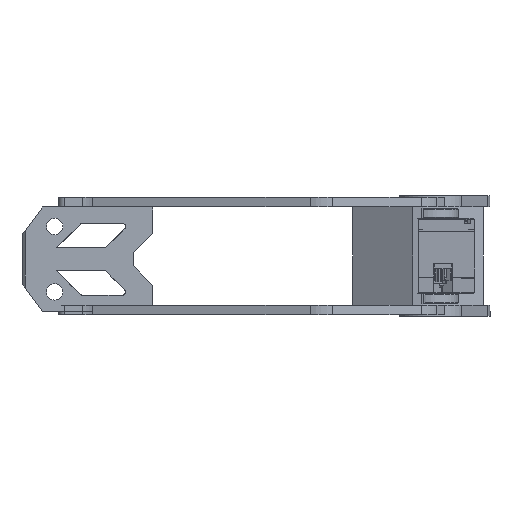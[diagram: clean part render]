
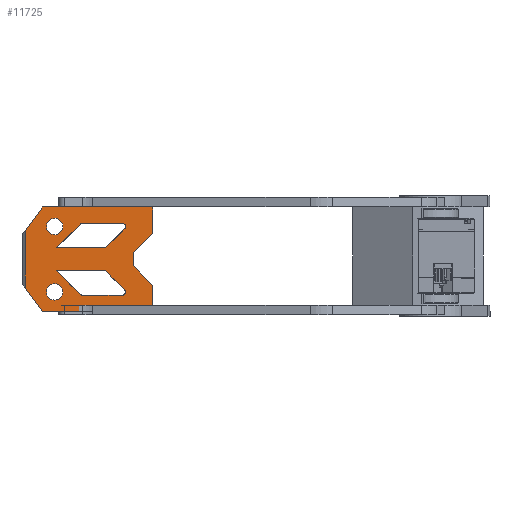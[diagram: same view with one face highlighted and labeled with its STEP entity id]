
A CAD part, front view. The second image highlights one B-rep face of the part: STEP entity #11725.
In plain terms, the highlighted face is planar.
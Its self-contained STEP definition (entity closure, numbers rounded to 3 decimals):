
#458=FACE_BOUND('',#2276,.T.);
#459=FACE_BOUND('',#2277,.T.);
#460=FACE_BOUND('',#2278,.T.);
#461=FACE_BOUND('',#2279,.T.);
#869=PLANE('',#13097);
#1481=FACE_OUTER_BOUND('',#2275,.T.);
#2275=EDGE_LOOP('',(#10784,#10785,#10786,#10787,#10788,#10789,#10790,#10791,
#10792,#10793));
#2276=EDGE_LOOP('',(#10794,#10795,#10796,#10797,#10798,#10799));
#2277=EDGE_LOOP('',(#10800,#10801,#10802,#10803,#10804,#10805));
#2278=EDGE_LOOP('',(#10806));
#2279=EDGE_LOOP('',(#10807));
#3376=LINE('',#19731,#4535);
#3384=LINE('',#19749,#4543);
#3393=LINE('',#19774,#4552);
#3395=LINE('',#19780,#4554);
#3414=LINE('',#19825,#4573);
#3420=LINE('',#19845,#4579);
#3424=LINE('',#19852,#4583);
#3428=LINE('',#19859,#4587);
#3430=LINE('',#19863,#4589);
#3432=LINE('',#19867,#4591);
#3434=LINE('',#19871,#4593);
#3436=LINE('',#19875,#4595);
#3437=LINE('',#19877,#4596);
#3438=LINE('',#19879,#4597);
#3439=LINE('',#19882,#4598);
#3440=LINE('',#19884,#4599);
#3441=LINE('',#19887,#4600);
#3442=LINE('',#19889,#4601);
#4535=VECTOR('',#16224,1000.);
#4543=VECTOR('',#16238,1000.);
#4552=VECTOR('',#16261,1000.);
#4554=VECTOR('',#16265,1000.);
#4573=VECTOR('',#16298,10.);
#4579=VECTOR('',#16320,10.);
#4583=VECTOR('',#16326,10.);
#4587=VECTOR('',#16334,10.);
#4589=VECTOR('',#16338,10.);
#4591=VECTOR('',#16342,10.);
#4593=VECTOR('',#16346,10.);
#4595=VECTOR('',#16350,10.);
#4596=VECTOR('',#16353,10.);
#4597=VECTOR('',#16356,1000.);
#4598=VECTOR('',#16359,1000.);
#4599=VECTOR('',#16360,10.);
#4600=VECTOR('',#16363,1000.);
#4601=VECTOR('',#16366,10.);
#5030=CIRCLE('',#13064,1.);
#5039=CIRCLE('',#13082,2.5);
#5040=CIRCLE('',#13084,2.5);
#5043=CIRCLE('',#13098,1.);
#5044=CIRCLE('',#13099,1.);
#5045=CIRCLE('',#13100,1.);
#6029=VERTEX_POINT('',#19728);
#6030=VERTEX_POINT('',#19730);
#6033=VERTEX_POINT('',#19738);
#6036=VERTEX_POINT('',#19746);
#6037=VERTEX_POINT('',#19748);
#6041=VERTEX_POINT('',#19763);
#6046=VERTEX_POINT('',#19772);
#6048=VERTEX_POINT('',#19777);
#6049=VERTEX_POINT('',#19779);
#6068=VERTEX_POINT('',#19824);
#6069=VERTEX_POINT('',#19828);
#6070=VERTEX_POINT('',#19832);
#6073=VERTEX_POINT('',#19842);
#6074=VERTEX_POINT('',#19844);
#6075=VERTEX_POINT('',#19848);
#6076=VERTEX_POINT('',#19850);
#6077=VERTEX_POINT('',#19857);
#6078=VERTEX_POINT('',#19861);
#6079=VERTEX_POINT('',#19865);
#6080=VERTEX_POINT('',#19869);
#6081=VERTEX_POINT('',#19873);
#6082=VERTEX_POINT('',#19880);
#6083=VERTEX_POINT('',#19883);
#6084=VERTEX_POINT('',#19886);
#7596=EDGE_CURVE('',#6029,#6030,#3376,.T.);
#7601=EDGE_CURVE('',#6033,#6029,#5030,.T.);
#7605=EDGE_CURVE('',#6036,#6037,#3384,.T.);
#7617=EDGE_CURVE('',#6041,#6046,#3393,.T.);
#7619=EDGE_CURVE('',#6049,#6048,#3395,.T.);
#7643=EDGE_CURVE('',#6068,#6041,#3414,.T.);
#7646=EDGE_CURVE('',#6069,#6069,#5039,.T.);
#7648=EDGE_CURVE('',#6070,#6070,#5040,.T.);
#7653=EDGE_CURVE('',#6073,#6074,#3420,.T.);
#7657=EDGE_CURVE('',#6076,#6075,#3424,.T.);
#7661=EDGE_CURVE('',#6068,#6077,#3428,.T.);
#7663=EDGE_CURVE('',#6077,#6078,#3430,.T.);
#7665=EDGE_CURVE('',#6078,#6079,#3432,.T.);
#7667=EDGE_CURVE('',#6079,#6080,#3434,.T.);
#7669=EDGE_CURVE('',#6080,#6081,#3436,.T.);
#7670=EDGE_CURVE('',#6081,#6048,#3437,.T.);
#7671=EDGE_CURVE('',#6046,#6049,#3438,.T.);
#7672=EDGE_CURVE('',#6036,#6082,#5043,.T.);
#7673=EDGE_CURVE('',#6075,#6082,#3439,.T.);
#7674=EDGE_CURVE('',#6083,#6076,#3440,.T.);
#7675=EDGE_CURVE('',#6037,#6083,#5044,.T.);
#7676=EDGE_CURVE('',#6084,#6073,#3441,.T.);
#7677=EDGE_CURVE('',#6084,#6030,#5045,.T.);
#7678=EDGE_CURVE('',#6074,#6033,#3442,.T.);
#10784=ORIENTED_EDGE('',*,*,#7643,.T.);
#10785=ORIENTED_EDGE('',*,*,#7617,.T.);
#10786=ORIENTED_EDGE('',*,*,#7671,.T.);
#10787=ORIENTED_EDGE('',*,*,#7619,.T.);
#10788=ORIENTED_EDGE('',*,*,#7670,.F.);
#10789=ORIENTED_EDGE('',*,*,#7669,.F.);
#10790=ORIENTED_EDGE('',*,*,#7667,.F.);
#10791=ORIENTED_EDGE('',*,*,#7665,.F.);
#10792=ORIENTED_EDGE('',*,*,#7663,.F.);
#10793=ORIENTED_EDGE('',*,*,#7661,.F.);
#10794=ORIENTED_EDGE('',*,*,#7605,.F.);
#10795=ORIENTED_EDGE('',*,*,#7672,.T.);
#10796=ORIENTED_EDGE('',*,*,#7673,.F.);
#10797=ORIENTED_EDGE('',*,*,#7657,.F.);
#10798=ORIENTED_EDGE('',*,*,#7674,.F.);
#10799=ORIENTED_EDGE('',*,*,#7675,.F.);
#10800=ORIENTED_EDGE('',*,*,#7676,.F.);
#10801=ORIENTED_EDGE('',*,*,#7677,.T.);
#10802=ORIENTED_EDGE('',*,*,#7596,.F.);
#10803=ORIENTED_EDGE('',*,*,#7601,.F.);
#10804=ORIENTED_EDGE('',*,*,#7678,.F.);
#10805=ORIENTED_EDGE('',*,*,#7653,.F.);
#10806=ORIENTED_EDGE('',*,*,#7646,.T.);
#10807=ORIENTED_EDGE('',*,*,#7648,.T.);
#11725=ADVANCED_FACE('',(#1481,#458,#459,#460,#461),#869,.T.);
#13064=AXIS2_PLACEMENT_3D('',#19740,#16231,#16232);
#13082=AXIS2_PLACEMENT_3D('',#19830,#16303,#16304);
#13084=AXIS2_PLACEMENT_3D('',#19834,#16308,#16309);
#13097=AXIS2_PLACEMENT_3D('',#19878,#16354,#16355);
#13098=AXIS2_PLACEMENT_3D('',#19881,#16357,#16358);
#13099=AXIS2_PLACEMENT_3D('',#19885,#16361,#16362);
#13100=AXIS2_PLACEMENT_3D('',#19888,#16364,#16365);
#16224=DIRECTION('',(0.,-1.,0.));
#16231=DIRECTION('center_axis',(0.,0.,-1.));
#16232=DIRECTION('ref_axis',(0.707,-0.707,0.));
#16238=DIRECTION('',(0.,1.,0.));
#16261=DIRECTION('',(-0.804,-0.595,0.));
#16265=DIRECTION('',(-0.804,0.595,0.));
#16298=DIRECTION('',(0.,-1.,0.));
#16303=DIRECTION('center_axis',(0.,0.,1.));
#16304=DIRECTION('ref_axis',(-1.,0.,0.));
#16308=DIRECTION('center_axis',(0.,0.,1.));
#16309=DIRECTION('ref_axis',(1.,0.,0.));
#16320=DIRECTION('',(0.,1.,0.));
#16326=DIRECTION('',(0.,-1.,0.));
#16334=DIRECTION('',(-1.,0.,0.));
#16338=DIRECTION('',(-0.707,-0.707,0.));
#16342=DIRECTION('',(-1.,0.,0.));
#16346=DIRECTION('',(-0.707,0.707,0.));
#16350=DIRECTION('',(-1.,0.,0.));
#16353=DIRECTION('',(0.,-1.,0.));
#16354=DIRECTION('center_axis',(0.,0.,-1.));
#16355=DIRECTION('ref_axis',(1.,0.,0.));
#16356=DIRECTION('',(-1.,0.,0.));
#16357=DIRECTION('center_axis',(0.,0.,1.));
#16358=DIRECTION('ref_axis',(1.,0.,0.));
#16359=DIRECTION('',(-0.707,0.707,0.));
#16360=DIRECTION('',(0.707,-0.707,0.));
#16361=DIRECTION('center_axis',(0.,0.,-1.));
#16362=DIRECTION('ref_axis',(1.,0.,0.));
#16363=DIRECTION('',(-0.707,-0.707,0.));
#16364=DIRECTION('center_axis',(0.,0.,1.));
#16365=DIRECTION('ref_axis',(1.,0.,0.));
#16366=DIRECTION('',(0.707,0.707,0.));
#19728=CARTESIAN_POINT('',(11.,-3.314,-3.));
#19730=CARTESIAN_POINT('',(11.,-15.485,-3.));
#19731=CARTESIAN_POINT('',(11.,-15.899,-3.));
#19738=CARTESIAN_POINT('',(9.293,-2.607,-3.));
#19740=CARTESIAN_POINT('Origin',(10.,-3.314,-3.));
#19746=CARTESIAN_POINT('',(-11.,-15.485,-3.));
#19748=CARTESIAN_POINT('',(-11.,-3.314,-3.));
#19749=CARTESIAN_POINT('',(-11.,-15.899,-3.));
#19763=CARTESIAN_POINT('',(16.,-27.704,-3.));
#19772=CARTESIAN_POINT('',(8.85,-33.,-3.));
#19774=CARTESIAN_POINT('',(18.919,-25.541,-3.));
#19777=CARTESIAN_POINT('',(-16.,-27.704,-3.));
#19779=CARTESIAN_POINT('',(-8.85,-33.,-3.));
#19780=CARTESIAN_POINT('',(-18.919,-25.541,-3.));
#19824=CARTESIAN_POINT('',(16.,6.,-3.));
#19825=CARTESIAN_POINT('',(16.,0.5,-3.));
#19828=CARTESIAN_POINT('',(7.5,-24.,-3.));
#19830=CARTESIAN_POINT('Origin',(10.,-24.,-3.));
#19832=CARTESIAN_POINT('',(-12.5,-24.,-3.));
#19834=CARTESIAN_POINT('Origin',(-10.,-24.,-3.));
#19842=CARTESIAN_POINT('',(3.5,-23.399,-3.));
#19844=CARTESIAN_POINT('',(3.5,-8.399,-3.));
#19845=CARTESIAN_POINT('',(3.5,-8.55,-3.));
#19848=CARTESIAN_POINT('',(-3.5,-23.399,-3.));
#19850=CARTESIAN_POINT('',(-3.5,-8.399,-3.));
#19852=CARTESIAN_POINT('',(-3.5,-16.05,-3.));
#19857=CARTESIAN_POINT('',(8.,6.,-3.));
#19859=CARTESIAN_POINT('',(4.,6.,-3.));
#19861=CARTESIAN_POINT('',(2.,0.,-3.));
#19863=CARTESIAN_POINT('',(-0.675,-2.675,-3.));
#19865=CARTESIAN_POINT('',(-2.,0.,-3.));
#19867=CARTESIAN_POINT('',(-1.,0.,-3.));
#19869=CARTESIAN_POINT('',(-8.,6.,-3.));
#19871=CARTESIAN_POINT('',(-2.325,0.325,-3.));
#19873=CARTESIAN_POINT('',(-16.,6.,-3.));
#19875=CARTESIAN_POINT('',(-8.,6.,-3.));
#19877=CARTESIAN_POINT('',(-16.,-3.85,-3.));
#19878=CARTESIAN_POINT('Origin',(0.,0.,-3.));
#19879=CARTESIAN_POINT('',(-7.5,-33.,-3.));
#19880=CARTESIAN_POINT('',(-10.707,-16.192,-3.));
#19881=CARTESIAN_POINT('Origin',(-10.,-15.485,-3.));
#19882=CARTESIAN_POINT('',(-3.5,-23.399,-3.));
#19883=CARTESIAN_POINT('',(-9.293,-2.607,-3.));
#19884=CARTESIAN_POINT('',(-2.55,-9.35,-3.));
#19885=CARTESIAN_POINT('Origin',(-10.,-3.314,-3.));
#19886=CARTESIAN_POINT('',(10.707,-16.192,-3.));
#19887=CARTESIAN_POINT('',(3.5,-23.399,-3.));
#19888=CARTESIAN_POINT('Origin',(10.,-15.485,-3.));
#19889=CARTESIAN_POINT('',(5.446,-6.453,-3.));
